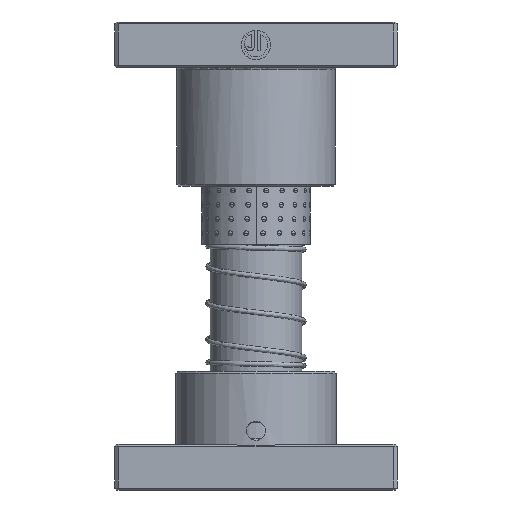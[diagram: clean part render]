
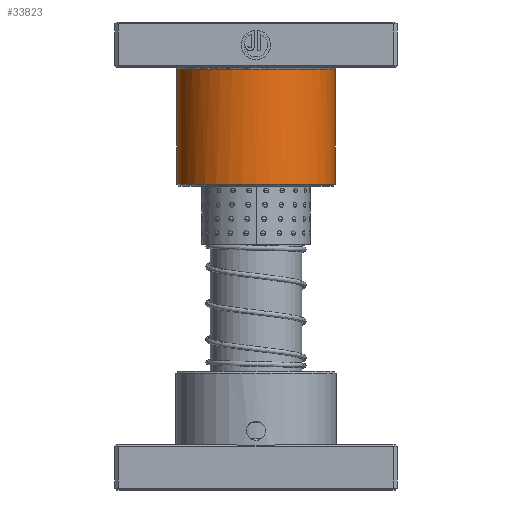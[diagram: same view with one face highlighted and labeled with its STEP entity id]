
A CAD part, front view. The second image highlights one B-rep face of the part: STEP entity #33823.
In plain terms, the highlighted cylindrical face has radius 43.5 mm (diameter 87 mm), a partial arc.
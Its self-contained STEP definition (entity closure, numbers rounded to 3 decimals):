
#101 = CARTESIAN_POINT ( 'NONE',  ( 2.18, 43.459, 25.893 ) ) ;
#2485 = ORIENTED_EDGE ( 'NONE', *, *, #18237, .T. ) ;
#2755 = VERTEX_POINT ( 'NONE', #56172 ) ;
#5142 = LINE ( 'NONE', #59714, #16918 ) ;
#5158 = CARTESIAN_POINT ( 'NONE',  ( -1.074, 43.5, 25.866 ) ) ;
#5207 = DIRECTION ( 'NONE',  ( 0., 0., -1. ) ) ;
#6324 = EDGE_CURVE ( 'NONE', #51067, #2755, #58291, .T. ) ;
#7879 = EDGE_CURVE ( 'NONE', #33800, #45500, #34506, .T. ) ;
#8233 = CARTESIAN_POINT ( 'NONE',  ( 43.5, 0., 26. ) ) ;
#10024 = AXIS2_PLACEMENT_3D ( 'NONE', #19440, #54671, #24505 ) ;
#10210 = CARTESIAN_POINT ( 'NONE',  ( -4.338, 43.297, 25.961 ) ) ;
#10323 = ORIENTED_EDGE ( 'NONE', *, *, #7879, .T. ) ;
#13333 = VERTEX_POINT ( 'NONE', #8233 ) ;
#15271 = CARTESIAN_POINT ( 'NONE',  ( -6.503, 43.011, 26. ) ) ;
#16918 = VECTOR ( 'NONE', #34614, 1000. ) ;
#17390 = CARTESIAN_POINT ( 'NONE',  ( 43.5, 0., 90. ) ) ;
#18237 = EDGE_CURVE ( 'NONE', #45500, #13333, #48483, .T. ) ;
#19323 = VERTEX_POINT ( 'NONE', #35273 ) ;
#19440 = CARTESIAN_POINT ( 'NONE',  ( 0., 0., 89. ) ) ;
#19561 = CARTESIAN_POINT ( 'NONE',  ( 43.5, 0., 89. ) ) ;
#19916 = DIRECTION ( 'NONE',  ( -1., 0., 0. ) ) ;
#20635 = CIRCLE ( 'NONE', #59409, 43.5 ) ;
#21822 = EDGE_CURVE ( 'NONE', #33800, #19323, #5142, .T. ) ;
#22467 = DIRECTION ( 'NONE',  ( 0., 0., -1. ) ) ;
#23096 = CIRCLE ( 'NONE', #61857, 43.5 ) ;
#23756 = CARTESIAN_POINT ( 'NONE',  ( 0., 0., 26. ) ) ;
#24016 = DIRECTION ( 'NONE',  ( 0., 0., 1. ) ) ;
#24505 = DIRECTION ( 'NONE',  ( 1., 0., 0. ) ) ;
#24709 = CARTESIAN_POINT ( 'NONE',  ( 5.424, 43.174, 26. ) ) ;
#25493 = ORIENTED_EDGE ( 'NONE', *, *, #50079, .T. ) ;
#28823 = DIRECTION ( 'NONE',  ( 1., 0., 0. ) ) ;
#29129 = EDGE_CURVE ( 'NONE', #2755, #19323, #23096, .T. ) ;
#30199 = CARTESIAN_POINT ( 'NONE',  ( 4.343, 43.296, 25.961 ) ) ;
#31875 = ORIENTED_EDGE ( 'NONE', *, *, #29129, .T. ) ;
#33800 = VERTEX_POINT ( 'NONE', #35303 ) ;
#33823 = ADVANCED_FACE ( 'NONE', ( #47338 ), #59121, .T. ) ;
#34506 = CIRCLE ( 'NONE', #10024, 43.5 ) ;
#34614 = DIRECTION ( 'NONE',  ( 0., 0., -1. ) ) ;
#35262 = CARTESIAN_POINT ( 'NONE',  ( 1.096, 43.5, 25.866 ) ) ;
#35273 = CARTESIAN_POINT ( 'NONE',  ( -43.5, 0., 26. ) ) ;
#35303 = CARTESIAN_POINT ( 'NONE',  ( -43.5, 0., 89. ) ) ;
#35807 = CARTESIAN_POINT ( 'NONE',  ( 6.503, 43.011, 26. ) ) ;
#39940 = CARTESIAN_POINT ( 'NONE',  ( 0., 0., 90. ) ) ;
#40351 = CARTESIAN_POINT ( 'NONE',  ( -2.161, 43.46, 25.893 ) ) ;
#45386 = CARTESIAN_POINT ( 'NONE',  ( -5.423, 43.174, 26. ) ) ;
#45500 = VERTEX_POINT ( 'NONE', #19561 ) ;
#46898 = VECTOR ( 'NONE', #22467, 1000. ) ;
#47338 = FACE_OUTER_BOUND ( 'NONE', #64600, .T. ) ;
#48483 = LINE ( 'NONE', #17390, #46898 ) ;
#50079 = EDGE_CURVE ( 'NONE', #13333, #51067, #20635, .T. ) ;
#51067 = VERTEX_POINT ( 'NONE', #35807 ) ;
#51547 = ORIENTED_EDGE ( 'NONE', *, *, #6324, .T. ) ;
#54182 = CARTESIAN_POINT ( 'NONE',  ( 0., 0., 26. ) ) ;
#54671 = DIRECTION ( 'NONE',  ( 0., 0., -1. ) ) ;
#55320 = CARTESIAN_POINT ( 'NONE',  ( 6.503, 43.011, 26. ) ) ;
#56172 = CARTESIAN_POINT ( 'NONE',  ( -6.503, 43.011, 26. ) ) ;
#58241 = AXIS2_PLACEMENT_3D ( 'NONE', #39940, #5207, #19916 ) ;
#58291 = B_SPLINE_CURVE_WITH_KNOTS ( 'NONE', 3,
 ( #55320, #24709, #30199, #101, #35262, #5158, #40351, #10210, #45386, #15271 ),
 .UNSPECIFIED., .F., .F.,
 ( 4, 2, 2, 2, 4 ),
 ( 0., 0.003, 0.007, 0.01, 0.013 ),
 .UNSPECIFIED. ) ;
#58955 = DIRECTION ( 'NONE',  ( 0., 0., 1. ) ) ;
#59121 = CYLINDRICAL_SURFACE ( 'NONE', #58241, 43.5 ) ;
#59244 = DIRECTION ( 'NONE',  ( 1., 0., 0. ) ) ;
#59409 = AXIS2_PLACEMENT_3D ( 'NONE', #23756, #58955, #28823 ) ;
#59714 = CARTESIAN_POINT ( 'NONE',  ( -43.5, 0., 90. ) ) ;
#60188 = ORIENTED_EDGE ( 'NONE', *, *, #21822, .F. ) ;
#61857 = AXIS2_PLACEMENT_3D ( 'NONE', #54182, #24016, #59244 ) ;
#64600 = EDGE_LOOP ( 'NONE', ( #10323, #2485, #25493, #51547, #31875, #60188 ) ) ;
